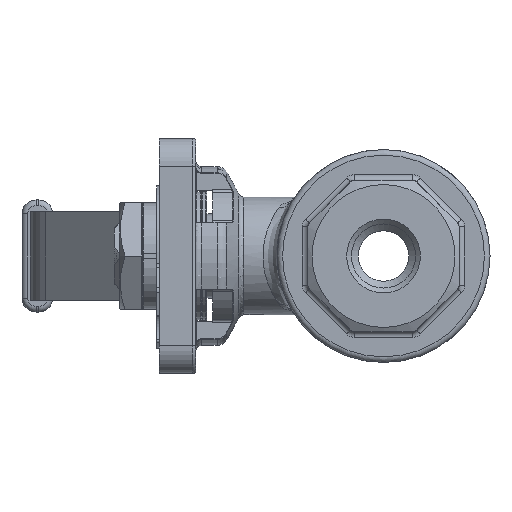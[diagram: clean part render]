
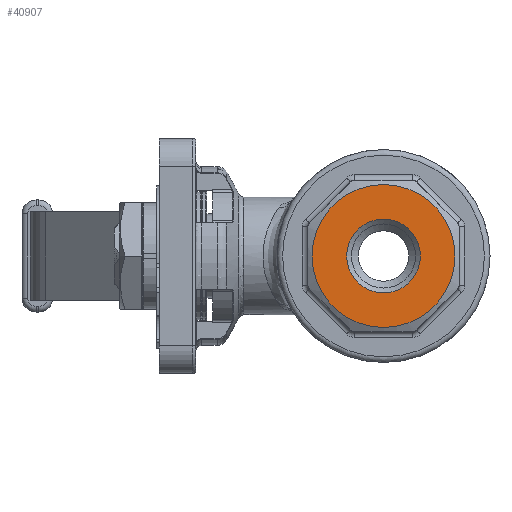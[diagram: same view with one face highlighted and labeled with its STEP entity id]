
A CAD part, left-side view. The second image highlights one B-rep face of the part: STEP entity #40907.
In plain terms, the highlighted planar face has unit normal (-1, 0, 0).
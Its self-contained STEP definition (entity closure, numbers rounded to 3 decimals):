
#1690 = ORIENTED_EDGE ( 'NONE', *, *, #7450, .F. ) ;
#7450 = EDGE_CURVE ( 'NONE', #29255, #29255, #26464, .T. ) ;
#7454 = EDGE_CURVE ( 'NONE', #29256, #29256, #26458, .T. ) ;
#8159 = FACE_OUTER_BOUND ( 'NONE', #20068, .T. ) ;
#8163 = FACE_BOUND ( 'NONE', #20069, .T. ) ;
#14209 = PLANE ( 'NONE',  #36158 ) ;
#14210 = CARTESIAN_POINT ( 'NONE',  ( -37., 14.75, 0. ) ) ;
#14211 = DIRECTION ( 'NONE',  ( 1., 0., 0. ) ) ;
#14213 = DIRECTION ( 'NONE',  ( 0., 0., -1. ) ) ;
#20068 = EDGE_LOOP ( 'NONE', ( #49310 ) ) ;
#20069 = EDGE_LOOP ( 'NONE', ( #1690 ) ) ;
#26458 = CIRCLE ( 'NONE', #27889, 12.75 ) ;
#26464 = CIRCLE ( 'NONE', #27882, 6.58 ) ;
#27882 = AXIS2_PLACEMENT_3D ( 'NONE', #30410, #30411, #30412 ) ;
#27889 = AXIS2_PLACEMENT_3D ( 'NONE', #30414, #30415, #30416 ) ;
#29168 = CARTESIAN_POINT ( 'NONE',  ( -37., 0., 6.58 ) ) ;
#29169 = CARTESIAN_POINT ( 'NONE',  ( -37., 0., -12.75 ) ) ;
#29255 = VERTEX_POINT ( 'NONE', #29168 ) ;
#29256 = VERTEX_POINT ( 'NONE', #29169 ) ;
#30410 = CARTESIAN_POINT ( 'NONE',  ( -37., 0., 0. ) ) ;
#30411 = DIRECTION ( 'NONE',  ( -1., 0., 0. ) ) ;
#30412 = DIRECTION ( 'NONE',  ( 0., 0., 1. ) ) ;
#30414 = CARTESIAN_POINT ( 'NONE',  ( -37., 0., 0. ) ) ;
#30415 = DIRECTION ( 'NONE',  ( -1., 0., 0. ) ) ;
#30416 = DIRECTION ( 'NONE',  ( 0., 0., -1. ) ) ;
#36158 = AXIS2_PLACEMENT_3D ( 'NONE', #14210, #14211, #14213 ) ;
#40907 = ADVANCED_FACE ( 'NONE', ( #8159, #8163 ), #14209, .F. ) ;
#49310 = ORIENTED_EDGE ( 'NONE', *, *, #7454, .T. ) ;
